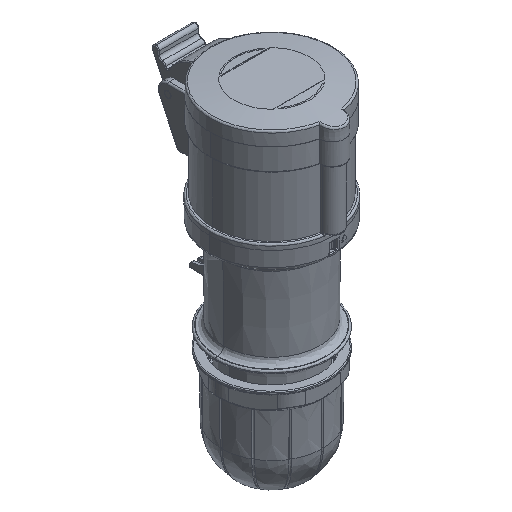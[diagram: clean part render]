
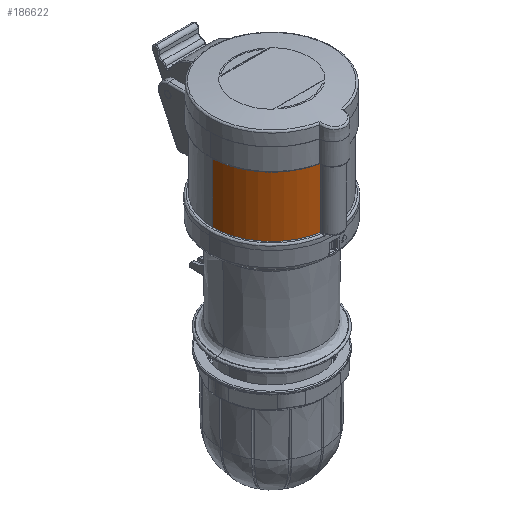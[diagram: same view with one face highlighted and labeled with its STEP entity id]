
A CAD part, isometric view. The second image highlights one B-rep face of the part: STEP entity #186622.
In plain terms, the highlighted cylindrical face has radius 34.5 mm (diameter 69 mm), a partial arc.
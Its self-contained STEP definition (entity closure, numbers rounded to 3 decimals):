
#4438 = VERTEX_POINT ( 'NONE', #23708 ) ;
#10205 = CARTESIAN_POINT ( 'NONE',  ( -34.5, 0., 3.2 ) ) ;
#19642 = DIRECTION ( 'NONE',  ( 0., 0., 1. ) ) ;
#20529 = EDGE_CURVE ( 'NONE', #96508, #217268, #166913, .T. ) ;
#23708 = CARTESIAN_POINT ( 'NONE',  ( -34.5, 0., 39.2 ) ) ;
#26895 = CYLINDRICAL_SURFACE ( 'NONE', #90641, 34.5 ) ;
#47546 = CARTESIAN_POINT ( 'NONE',  ( 0., 0., 3.2 ) ) ;
#48731 = CARTESIAN_POINT ( 'NONE',  ( -5.75, -34.017, 39.2 ) ) ;
#48946 = DIRECTION ( 'NONE',  ( 0., 0., -1. ) ) ;
#59109 = DIRECTION ( 'NONE',  ( -1., 0., 0. ) ) ;
#61371 = VERTEX_POINT ( 'NONE', #48731 ) ;
#61372 = ORIENTED_EDGE ( 'NONE', *, *, #63182, .T. ) ;
#63182 = EDGE_CURVE ( 'NONE', #217268, #61371, #145206, .T. ) ;
#83704 = EDGE_LOOP ( 'NONE', ( #104072, #142948, #91264, #61372 ) ) ;
#88505 = CARTESIAN_POINT ( 'NONE',  ( -5.75, -34.017, 39.2 ) ) ;
#90641 = AXIS2_PLACEMENT_3D ( 'NONE', #177363, #92792, #59109 ) ;
#91264 = ORIENTED_EDGE ( 'NONE', *, *, #20529, .T. ) ;
#92792 = DIRECTION ( 'NONE',  ( 0., 0., -1. ) ) ;
#96508 = VERTEX_POINT ( 'NONE', #10205 ) ;
#104072 = ORIENTED_EDGE ( 'NONE', *, *, #222201, .T. ) ;
#107827 = VECTOR ( 'NONE', #19642, 1000. ) ;
#116848 = CARTESIAN_POINT ( 'NONE',  ( -5.75, -34.017, 3.2 ) ) ;
#134256 = VECTOR ( 'NONE', #211889, 1000. ) ;
#142948 = ORIENTED_EDGE ( 'NONE', *, *, #150319, .T. ) ;
#144492 = CARTESIAN_POINT ( 'NONE',  ( -34.5, 0., 39.2 ) ) ;
#145206 = LINE ( 'NONE', #88505, #107827 ) ;
#150319 = EDGE_CURVE ( 'NONE', #4438, #96508, #179760, .T. ) ;
#154281 = CARTESIAN_POINT ( 'NONE',  ( 0., 0., 39.2 ) ) ;
#160823 = AXIS2_PLACEMENT_3D ( 'NONE', #154281, #48946, #168563 ) ;
#160843 = FACE_OUTER_BOUND ( 'NONE', #83704, .T. ) ;
#166913 = CIRCLE ( 'NONE', #194916, 34.5 ) ;
#167183 = DIRECTION ( 'NONE',  ( 0., 0., 1. ) ) ;
#168563 = DIRECTION ( 'NONE',  ( -1., 0., 0. ) ) ;
#177363 = CARTESIAN_POINT ( 'NONE',  ( 0., 0., 39.2 ) ) ;
#179760 = LINE ( 'NONE', #144492, #134256 ) ;
#184442 = DIRECTION ( 'NONE',  ( -1., 0., 0. ) ) ;
#186622 = ADVANCED_FACE ( 'NONE', ( #160843 ), #26895, .T. ) ;
#194916 = AXIS2_PLACEMENT_3D ( 'NONE', #47546, #167183, #184442 ) ;
#200923 = CIRCLE ( 'NONE', #160823, 34.5 ) ;
#211889 = DIRECTION ( 'NONE',  ( 0., 0., -1. ) ) ;
#217268 = VERTEX_POINT ( 'NONE', #116848 ) ;
#222201 = EDGE_CURVE ( 'NONE', #61371, #4438, #200923, .T. ) ;
